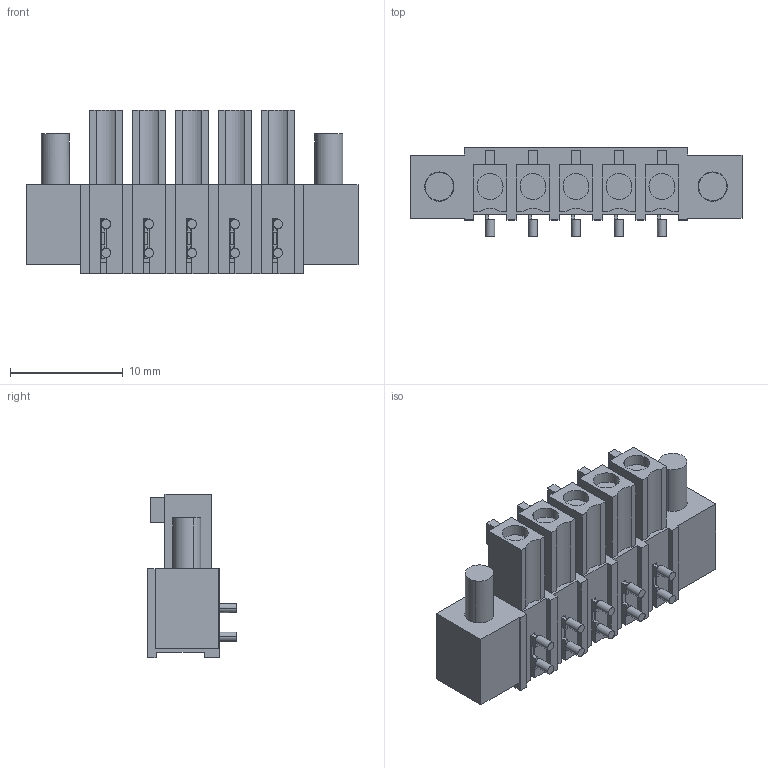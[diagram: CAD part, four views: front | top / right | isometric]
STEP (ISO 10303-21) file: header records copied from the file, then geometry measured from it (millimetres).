
FILE_DESCRIPTION(('CATIA V5 STEP Exchange'),'2;1');
FILE_NAME ('D1460885_0_1975730000_1975730000.stp','2016-11-26T10:07:11+00:00',('none'),('Weidmueller'),'CATIA Version 5-6 Release 2014','CATIA V5 STEP AP203','none');
FILE_SCHEMA(('CONFIG_CONTROL_DESIGN'));
Length unit declared in the file: millimetre
Products named in the file (1): 1975730000_S
Bounding box: 29.44 x 7.95 x 14.5 mm (x, y, z)
Volume: 1578.6 mm3; surface area: 2013.3 mm2
Topology: 8 solids, 8 shells, 345 faces, 884 edges, 584 vertices
Faces by surface type: plane 284, cylinder 61
Entity records: 9852 total; most frequent: CARTESIAN_POINT 1869, ORIENTED_EDGE 1768, DIRECTION 1350, EDGE_CURVE 884, VECTOR 734, LINE 734, VERTEX_POINT 584, EDGE_LOOP 378
